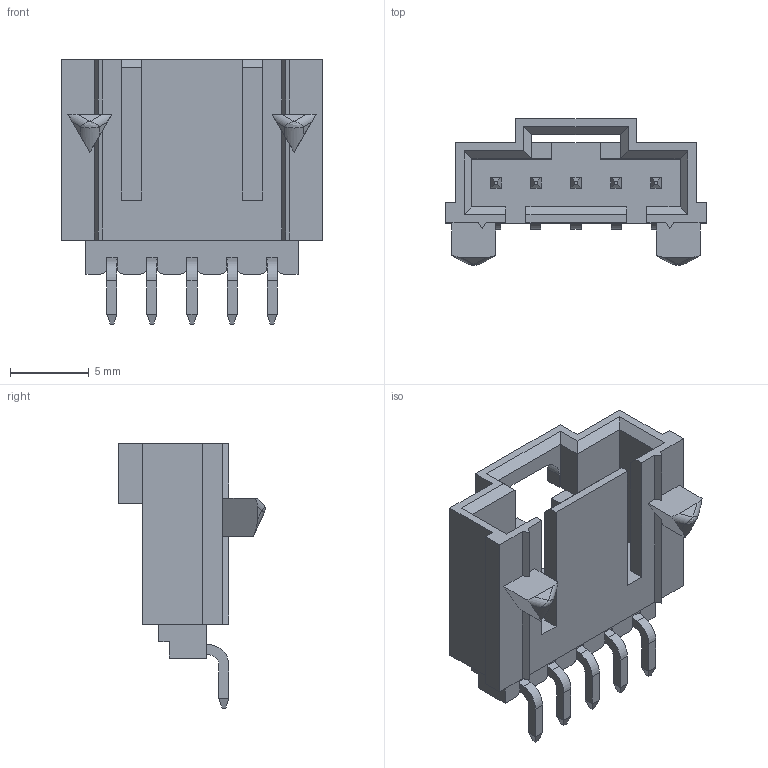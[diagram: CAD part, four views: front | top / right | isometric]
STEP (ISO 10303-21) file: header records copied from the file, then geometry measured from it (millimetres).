
FILE_DESCRIPTION((''),'2;1');
FILE_NAME('015912055','2014-07-11T',('me'),(''),'PRO/ENGINEER BY PARAMETRIC TECHNOLOGY CORPORATION, 2011490','PRO/ENGINEER BY PARAMETRIC TECHNOLOGY CORPORATION, 2011490','');
FILE_SCHEMA(('CONFIG_CONTROL_DESIGN'));
Length unit declared in the file: inch
Products named in the file (1): 015912055
Bounding box: 16.51 x 9.29 x 16.76 mm (x, y, z)
Volume: 610.9 mm3; surface area: 1292 mm2
Topology: 6 solids, 6 shells, 252 faces, 704 edges, 462 vertices
Faces by surface type: plane 207, cylinder 43, bspline 2
Entity records: 8063 total; most frequent: CARTESIAN_POINT 1552, ORIENTED_EDGE 1352, DIRECTION 1270, EDGE_CURVE 676, VECTOR 608, LINE 608, VERTEX_POINT 430, AXIS2_PLACEMENT_3D 331
